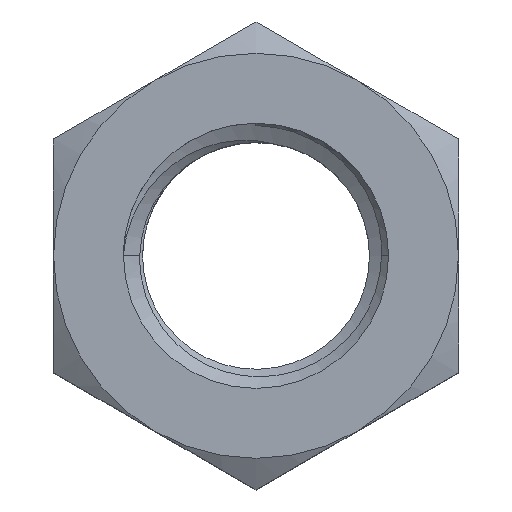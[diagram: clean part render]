
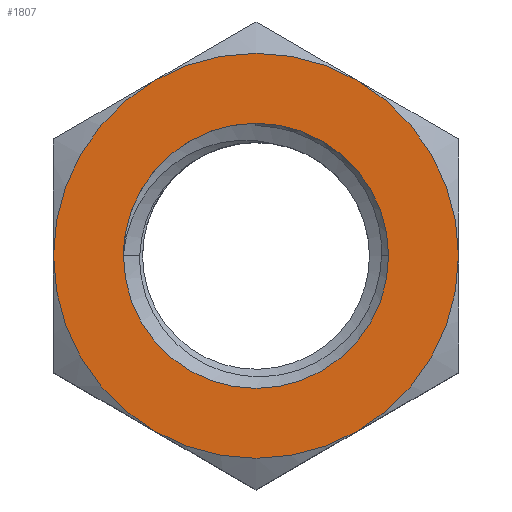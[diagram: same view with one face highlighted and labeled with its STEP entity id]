
A CAD part, top view. The second image highlights one B-rep face of the part: STEP entity #1807.
In plain terms, the highlighted planar face has unit normal (0, 0, 1).
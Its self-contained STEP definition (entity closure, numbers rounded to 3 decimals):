
#24 = CARTESIAN_POINT ( 'NONE',  ( -27.5, 0., 14.5 ) ) ;
#99 = ORIENTED_EDGE ( 'NONE', *, *, #2045, .T. ) ;
#145 = DIRECTION ( 'NONE',  ( 1., 0., 0. ) ) ;
#197 = ORIENTED_EDGE ( 'NONE', *, *, #1625, .F. ) ;
#332 = ORIENTED_EDGE ( 'NONE', *, *, #2205, .T. ) ;
#360 = CARTESIAN_POINT ( 'NONE',  ( 27.5, 0., 14.5 ) ) ;
#364 = AXIS2_PLACEMENT_3D ( 'NONE', #1254, #1263, #145 ) ;
#374 = DIRECTION ( 'NONE',  ( 0., 0., 1. ) ) ;
#394 = ORIENTED_EDGE ( 'NONE', *, *, #2364, .T. ) ;
#412 = PLANE ( 'NONE',  #2435 ) ;
#500 = VERTEX_POINT ( 'NONE', #24 ) ;
#503 = AXIS2_PLACEMENT_3D ( 'NONE', #1015, #2973, #1300 ) ;
#539 = CARTESIAN_POINT ( 'NONE',  ( 0., 0., 14.5 ) ) ;
#550 = CARTESIAN_POINT ( 'NONE',  ( 0., 18., 14.5 ) ) ;
#641 = CARTESIAN_POINT ( 'NONE',  ( -13.75, -23.816, 14.5 ) ) ;
#672 = CARTESIAN_POINT ( 'NONE',  ( -18., 0., 14.5 ) ) ;
#687 = CIRCLE ( 'NONE', #2619, 27.5 ) ;
#690 = DIRECTION ( 'NONE',  ( 1., 0., 0. ) ) ;
#812 = DIRECTION ( 'NONE',  ( 1., 0., 0. ) ) ;
#818 = VERTEX_POINT ( 'NONE', #2985 ) ;
#944 = FACE_BOUND ( 'NONE', #3311, .T. ) ;
#958 = CARTESIAN_POINT ( 'NONE',  ( 0., 0., 14.5 ) ) ;
#1014 = DIRECTION ( 'NONE',  ( 1., 0., 0. ) ) ;
#1015 = CARTESIAN_POINT ( 'NONE',  ( 0., 0., 14.5 ) ) ;
#1024 = CIRCLE ( 'NONE', #1965, 18. ) ;
#1058 = CIRCLE ( 'NONE', #2744, 18. ) ;
#1151 = ORIENTED_EDGE ( 'NONE', *, *, #2434, .T. ) ;
#1195 = CARTESIAN_POINT ( 'NONE',  ( -27.5, 15.877, 14.5 ) ) ;
#1229 = DIRECTION ( 'NONE',  ( 0., 0., -1. ) ) ;
#1236 = DIRECTION ( 'NONE',  ( 1., 0., 0. ) ) ;
#1242 = CIRCLE ( 'NONE', #1709, 27.5 ) ;
#1249 = VERTEX_POINT ( 'NONE', #550 ) ;
#1254 = CARTESIAN_POINT ( 'NONE',  ( 0., 0., 14.5 ) ) ;
#1263 = DIRECTION ( 'NONE',  ( 0., 0., 1. ) ) ;
#1270 = CARTESIAN_POINT ( 'NONE',  ( 0., 0., 14.5 ) ) ;
#1296 = ORIENTED_EDGE ( 'NONE', *, *, #2616, .T. ) ;
#1300 = DIRECTION ( 'NONE',  ( 1., 0., 0. ) ) ;
#1428 = CARTESIAN_POINT ( 'NONE',  ( 13.75, -23.816, 14.5 ) ) ;
#1468 = CARTESIAN_POINT ( 'NONE',  ( 18., 0., 14.5 ) ) ;
#1569 = DIRECTION ( 'NONE',  ( 1., 0., 0. ) ) ;
#1608 = CARTESIAN_POINT ( 'NONE',  ( 0., 0., 14.5 ) ) ;
#1625 = EDGE_CURVE ( 'NONE', #3138, #3438, #1024, .T. ) ;
#1632 = EDGE_CURVE ( 'NONE', #3438, #1249, #2561, .T. ) ;
#1660 = AXIS2_PLACEMENT_3D ( 'NONE', #2048, #374, #2315 ) ;
#1709 = AXIS2_PLACEMENT_3D ( 'NONE', #1608, #3539, #1896 ) ;
#1752 = CIRCLE ( 'NONE', #3628, 27.5 ) ;
#1807 = ADVANCED_FACE ( 'NONE', ( #944, #3275 ), #412, .T. ) ;
#1896 = DIRECTION ( 'NONE',  ( 1., 0., 0. ) ) ;
#1919 = EDGE_LOOP ( 'NONE', ( #99, #332, #394, #1151, #1296, #2864 ) ) ;
#1933 = VERTEX_POINT ( 'NONE', #1428 ) ;
#1965 = AXIS2_PLACEMENT_3D ( 'NONE', #3500, #3509, #1014 ) ;
#1986 = EDGE_CURVE ( 'NONE', #3138, #1249, #1058, .T. ) ;
#2045 = EDGE_CURVE ( 'NONE', #1933, #2330, #687, .T. ) ;
#2048 = CARTESIAN_POINT ( 'NONE',  ( 0., 0., 14.5 ) ) ;
#2205 = EDGE_CURVE ( 'NONE', #2330, #818, #2209, .T. ) ;
#2209 = CIRCLE ( 'NONE', #3448, 27.5 ) ;
#2315 = DIRECTION ( 'NONE',  ( 1., 0., 0. ) ) ;
#2330 = VERTEX_POINT ( 'NONE', #360 ) ;
#2347 = DIRECTION ( 'NONE',  ( 0., 0., 1. ) ) ;
#2364 = EDGE_CURVE ( 'NONE', #818, #3307, #3271, .T. ) ;
#2434 = EDGE_CURVE ( 'NONE', #3307, #500, #1752, .T. ) ;
#2435 = AXIS2_PLACEMENT_3D ( 'NONE', #1195, #2347, #690 ) ;
#2473 = DIRECTION ( 'NONE',  ( 0., 0., 1. ) ) ;
#2561 = CIRCLE ( 'NONE', #364, 18. ) ;
#2601 = ORIENTED_EDGE ( 'NONE', *, *, #1632, .F. ) ;
#2616 = EDGE_CURVE ( 'NONE', #500, #3038, #2870, .T. ) ;
#2619 = AXIS2_PLACEMENT_3D ( 'NONE', #1270, #3235, #1569 ) ;
#2664 = EDGE_CURVE ( 'NONE', #3038, #1933, #1242, .T. ) ;
#2744 = AXIS2_PLACEMENT_3D ( 'NONE', #2916, #1229, #3204 ) ;
#2864 = ORIENTED_EDGE ( 'NONE', *, *, #2664, .T. ) ;
#2870 = CIRCLE ( 'NONE', #503, 27.5 ) ;
#2916 = CARTESIAN_POINT ( 'NONE',  ( 0., 0., 14.5 ) ) ;
#2924 = DIRECTION ( 'NONE',  ( 0., 0., 1. ) ) ;
#2964 = CARTESIAN_POINT ( 'NONE',  ( -13.75, 23.816, 14.5 ) ) ;
#2973 = DIRECTION ( 'NONE',  ( 0., 0., 1. ) ) ;
#2985 = CARTESIAN_POINT ( 'NONE',  ( 13.75, 23.816, 14.5 ) ) ;
#3038 = VERTEX_POINT ( 'NONE', #641 ) ;
#3100 = ORIENTED_EDGE ( 'NONE', *, *, #1986, .T. ) ;
#3138 = VERTEX_POINT ( 'NONE', #672 ) ;
#3204 = DIRECTION ( 'NONE',  ( -1., 0., 0. ) ) ;
#3235 = DIRECTION ( 'NONE',  ( 0., 0., 1. ) ) ;
#3271 = CIRCLE ( 'NONE', #1660, 27.5 ) ;
#3275 = FACE_OUTER_BOUND ( 'NONE', #1919, .T. ) ;
#3307 = VERTEX_POINT ( 'NONE', #2964 ) ;
#3311 = EDGE_LOOP ( 'NONE', ( #3100, #2601, #197 ) ) ;
#3438 = VERTEX_POINT ( 'NONE', #1468 ) ;
#3448 = AXIS2_PLACEMENT_3D ( 'NONE', #539, #2473, #812 ) ;
#3500 = CARTESIAN_POINT ( 'NONE',  ( 0., 0., 14.5 ) ) ;
#3509 = DIRECTION ( 'NONE',  ( 0., 0., 1. ) ) ;
#3539 = DIRECTION ( 'NONE',  ( 0., 0., 1. ) ) ;
#3628 = AXIS2_PLACEMENT_3D ( 'NONE', #958, #2924, #1236 ) ;
